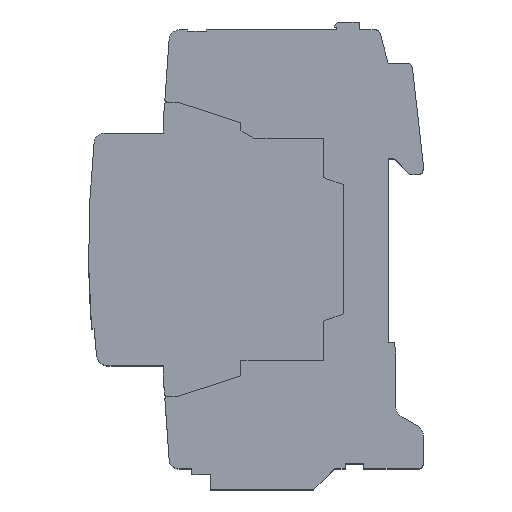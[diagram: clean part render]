
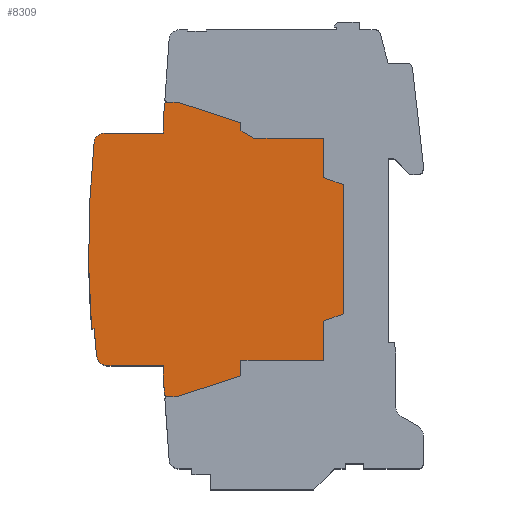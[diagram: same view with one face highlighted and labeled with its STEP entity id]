
A CAD part, top view. The second image highlights one B-rep face of the part: STEP entity #8309.
In plain terms, the highlighted planar face has unit normal (0, 0, -1).
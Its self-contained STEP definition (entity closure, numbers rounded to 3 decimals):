
#2566=DIRECTION('',(-1.,0.,0.));
#2567=VECTOR('',#2566,1.907);
#2568=CARTESIAN_POINT('',(-40.811,28.5,44.4));
#2569=LINE('',#2568,#2567);
#2570=CARTESIAN_POINT('',(-42.8,28.,44.4));
#2571=DIRECTION('',(0.,0.,1.));
#2572=DIRECTION('',(0.,1.,0.));
#2573=AXIS2_PLACEMENT_3D('',#2570,#2571,#2572);
#2575=DIRECTION('',(-0.07,-0.998,0.));
#2576=VECTOR('',#2575,2.889);
#2577=CARTESIAN_POINT('',(-43.298,28.035,44.4));
#2578=LINE('',#2577,#2576);
#2579=CARTESIAN_POINT('',(-54.936,20.5,44.4));
#2580=DIRECTION('',(0.,0.,1.));
#2581=DIRECTION('',(0.,1.,0.));
#2582=AXIS2_PLACEMENT_3D('',#2579,#2580,#2581);
#2584=CARTESIAN_POINT('',(142.,0.,44.4));
#2585=DIRECTION('',(0.,0.,1.));
#2586=DIRECTION('',(-0.995,0.104,0.));
#2587=AXIS2_PLACEMENT_3D('',#2584,#2585,#2586);
#2589=CARTESIAN_POINT('',(142.,0.,44.4));
#2590=DIRECTION('',(0.,0.,1.));
#2591=DIRECTION('',(-0.997,-0.077,0.));
#2592=AXIS2_PLACEMENT_3D('',#2589,#2590,#2591);
#2594=CARTESIAN_POINT('',(-54.435,-20.5,44.4));
#2595=DIRECTION('',(0.,0.,1.));
#2596=DIRECTION('',(-0.995,-0.104,0.));
#2597=AXIS2_PLACEMENT_3D('',#2594,#2595,#2596);
#2599=DIRECTION('',(0.07,-0.998,0.));
#2600=VECTOR('',#2599,2.889);
#2601=CARTESIAN_POINT('',(-43.5,-25.153,44.4));
#2602=LINE('',#2601,#2600);
#2603=CARTESIAN_POINT('',(-42.8,-28.,44.4));
#2604=DIRECTION('',(0.,0.,1.));
#2605=DIRECTION('',(-0.998,-0.07,0.));
#2606=AXIS2_PLACEMENT_3D('',#2603,#2604,#2605);
#2608=DIRECTION('',(1.,0.,0.));
#2609=VECTOR('',#2608,1.907);
#2610=CARTESIAN_POINT('',(-42.718,-28.5,44.4));
#2611=LINE('',#2610,#2609);
#2612=DIRECTION('',(0.951,0.309,0.));
#2613=VECTOR('',#2612,12.944);
#2614=CARTESIAN_POINT('',(-40.811,-28.5,44.4));
#2615=LINE('',#2614,#2613);
#2616=DIRECTION('',(0.,-1.,0.));
#2617=VECTOR('',#2616,3.);
#2618=CARTESIAN_POINT('',(-28.5,-21.5,44.4));
#2619=LINE('',#2618,#2617);
#2620=DIRECTION('',(-1.,0.,0.));
#2621=VECTOR('',#2620,16.);
#2622=CARTESIAN_POINT('',(-12.5,-21.5,44.4));
#2623=LINE('',#2622,#2621);
#2624=DIRECTION('',(0.,-1.,0.));
#2625=VECTOR('',#2624,7.617);
#2626=CARTESIAN_POINT('',(-12.5,-13.883,44.4));
#2627=LINE('',#2626,#2625);
#2628=DIRECTION('',(0.94,0.342,0.));
#2629=VECTOR('',#2628,4.044);
#2630=CARTESIAN_POINT('',(-12.5,-13.883,44.4));
#2631=LINE('',#2630,#2629);
#2632=DIRECTION('',(0.,-1.,0.));
#2633=VECTOR('',#2632,25.);
#2634=CARTESIAN_POINT('',(-8.7,12.5,44.4));
#2635=LINE('',#2634,#2633);
#2636=DIRECTION('',(-0.94,0.342,0.));
#2637=VECTOR('',#2636,4.044);
#2638=CARTESIAN_POINT('',(-8.7,12.5,44.4));
#2639=LINE('',#2638,#2637);
#2640=DIRECTION('',(0.,-1.,0.));
#2641=VECTOR('',#2640,7.617);
#2642=CARTESIAN_POINT('',(-12.5,21.5,44.4));
#2643=LINE('',#2642,#2641);
#2644=DIRECTION('',(1.,0.,0.));
#2645=VECTOR('',#2644,13.5);
#2646=CARTESIAN_POINT('',(-26.,21.5,44.4));
#2647=LINE('',#2646,#2645);
#2648=DIRECTION('',(-0.866,0.5,0.));
#2649=VECTOR('',#2648,2.887);
#2650=CARTESIAN_POINT('',(-26.,21.5,44.4));
#2651=LINE('',#2650,#2649);
#2652=DIRECTION('',(0.,-1.,0.));
#2653=VECTOR('',#2652,1.557);
#2654=CARTESIAN_POINT('',(-28.5,24.5,44.4));
#2655=LINE('',#2654,#2653);
#2656=DIRECTION('',(-0.951,0.309,0.));
#2657=VECTOR('',#2656,12.944);
#2658=CARTESIAN_POINT('',(-28.5,24.5,44.4));
#2659=LINE('',#2658,#2657);
#2668=DIRECTION('',(1.,0.,0.));
#2669=VECTOR('',#2668,0.082);
#2670=CARTESIAN_POINT('',(-42.8,28.5,44.4));
#2671=LINE('',#2670,#2669);
#4164=DIRECTION('',(-1.,0.,0.));
#4165=VECTOR('',#4164,0.082);
#4166=CARTESIAN_POINT('',(-42.718,-28.5,44.4));
#4167=LINE('',#4166,#4165);
#4188=DIRECTION('',(0.,1.,0.));
#4189=VECTOR('',#4188,2.653);
#4190=CARTESIAN_POINT('',(-43.5,-25.153,44.4));
#4191=LINE('',#4190,#4189);
#4196=DIRECTION('',(-1.,0.,0.));
#4197=VECTOR('',#4196,10.935);
#4198=CARTESIAN_POINT('',(-43.5,-22.5,44.4));
#4199=LINE('',#4198,#4197);
#4220=DIRECTION('',(1.,0.,0.));
#4221=VECTOR('',#4220,0.5);
#4222=CARTESIAN_POINT('',(-57.41,-15.348,44.4));
#4223=LINE('',#4222,#4221);
#4236=DIRECTION('',(1.,0.,0.));
#4237=VECTOR('',#4236,11.436);
#4238=CARTESIAN_POINT('',(-54.936,22.5,44.4));
#4239=LINE('',#4238,#4237);
#4252=DIRECTION('',(0.,1.,0.));
#4253=VECTOR('',#4252,2.653);
#4254=CARTESIAN_POINT('',(-43.5,22.5,44.4));
#4255=LINE('',#4254,#4253);
#5157=CARTESIAN_POINT('',(-42.718,28.5,44.4));
#5159=VERTEX_POINT('',#5157);
#5170=CARTESIAN_POINT('',(-42.718,-28.5,44.4));
#5172=VERTEX_POINT('',#5170);
#5501=CARTESIAN_POINT('',(-40.811,28.5,44.4));
#5502=VERTEX_POINT('',#5501);
#5515=CARTESIAN_POINT('',(-28.5,24.5,44.4));
#5516=VERTEX_POINT('',#5515);
#5529=CARTESIAN_POINT('',(-28.5,22.943,44.4));
#5530=VERTEX_POINT('',#5529);
#5543=CARTESIAN_POINT('',(-26.,21.5,44.4));
#5544=VERTEX_POINT('',#5543);
#5557=CARTESIAN_POINT('',(-12.5,21.5,44.4));
#5558=VERTEX_POINT('',#5557);
#5571=CARTESIAN_POINT('',(-12.5,13.883,44.4));
#5572=VERTEX_POINT('',#5571);
#5585=CARTESIAN_POINT('',(-8.7,12.5,44.4));
#5586=VERTEX_POINT('',#5585);
#5599=CARTESIAN_POINT('',(-8.7,-12.5,44.4));
#5600=VERTEX_POINT('',#5599);
#5613=CARTESIAN_POINT('',(-12.5,-13.883,44.4));
#5614=VERTEX_POINT('',#5613);
#5627=CARTESIAN_POINT('',(-12.5,-21.5,44.4));
#5628=VERTEX_POINT('',#5627);
#5641=CARTESIAN_POINT('',(-28.5,-21.5,44.4));
#5642=VERTEX_POINT('',#5641);
#5655=CARTESIAN_POINT('',(-28.5,-24.5,44.4));
#5656=VERTEX_POINT('',#5655);
#5669=CARTESIAN_POINT('',(-40.811,-28.5,44.4));
#5670=VERTEX_POINT('',#5669);
#6361=CARTESIAN_POINT('',(-42.8,-28.5,44.4));
#6362=VERTEX_POINT('',#6361);
#6363=CARTESIAN_POINT('',(-43.298,-28.035,44.4));
#6364=VERTEX_POINT('',#6363);
#6365=CARTESIAN_POINT('',(-43.5,-25.153,44.4));
#6366=VERTEX_POINT('',#6365);
#6367=CARTESIAN_POINT('',(-43.5,-22.5,44.4));
#6368=VERTEX_POINT('',#6367);
#6369=CARTESIAN_POINT('',(-54.435,-22.5,44.4));
#6370=VERTEX_POINT('',#6369);
#6371=CARTESIAN_POINT('',(-56.424,-20.708,44.4));
#6372=VERTEX_POINT('',#6371);
#6373=CARTESIAN_POINT('',(-56.91,-15.348,44.4));
#6374=VERTEX_POINT('',#6373);
#6375=CARTESIAN_POINT('',(-57.41,-15.348,44.4));
#6376=VERTEX_POINT('',#6375);
#6377=CARTESIAN_POINT('',(-56.925,20.707,44.4));
#6378=VERTEX_POINT('',#6377);
#6379=CARTESIAN_POINT('',(-54.936,22.5,44.4));
#6380=VERTEX_POINT('',#6379);
#6381=CARTESIAN_POINT('',(-43.5,22.5,44.4));
#6382=VERTEX_POINT('',#6381);
#6383=CARTESIAN_POINT('',(-43.5,25.153,44.4));
#6384=VERTEX_POINT('',#6383);
#6385=CARTESIAN_POINT('',(-43.298,28.035,44.4));
#6386=VERTEX_POINT('',#6385);
#6387=CARTESIAN_POINT('',(-42.8,28.5,44.4));
#6388=VERTEX_POINT('',#6387);
#8245=CARTESIAN_POINT('',(-33.35,0.,44.4));
#8246=DIRECTION('',(0.,0.,1.));
#8247=DIRECTION('',(1.,0.,0.));
#8248=AXIS2_PLACEMENT_3D('',#8245,#8246,#8247);
#8249=PLANE('',#8248);
#8250=ORIENTED_EDGE('',*,*,#8236,.T.);
#8252=ORIENTED_EDGE('',*,*,#8251,.F.);
#8254=ORIENTED_EDGE('',*,*,#8253,.T.);
#8256=ORIENTED_EDGE('',*,*,#8255,.T.);
#8258=ORIENTED_EDGE('',*,*,#8257,.F.);
#8260=ORIENTED_EDGE('',*,*,#8259,.F.);
#8262=ORIENTED_EDGE('',*,*,#8261,.T.);
#8264=ORIENTED_EDGE('',*,*,#8263,.T.);
#8266=ORIENTED_EDGE('',*,*,#8265,.T.);
#8268=ORIENTED_EDGE('',*,*,#8267,.T.);
#8270=ORIENTED_EDGE('',*,*,#8269,.T.);
#8272=ORIENTED_EDGE('',*,*,#8271,.F.);
#8274=ORIENTED_EDGE('',*,*,#8273,.F.);
#8276=ORIENTED_EDGE('',*,*,#8275,.T.);
#8278=ORIENTED_EDGE('',*,*,#8277,.T.);
#8280=ORIENTED_EDGE('',*,*,#8279,.F.);
#8282=ORIENTED_EDGE('',*,*,#8281,.T.);
#8284=ORIENTED_EDGE('',*,*,#8283,.T.);
#8286=ORIENTED_EDGE('',*,*,#8285,.F.);
#8288=ORIENTED_EDGE('',*,*,#8287,.F.);
#8290=ORIENTED_EDGE('',*,*,#8289,.F.);
#8292=ORIENTED_EDGE('',*,*,#8291,.T.);
#8294=ORIENTED_EDGE('',*,*,#8293,.F.);
#8296=ORIENTED_EDGE('',*,*,#8295,.T.);
#8298=ORIENTED_EDGE('',*,*,#8297,.F.);
#8300=ORIENTED_EDGE('',*,*,#8299,.F.);
#8302=ORIENTED_EDGE('',*,*,#8301,.T.);
#8304=ORIENTED_EDGE('',*,*,#8303,.F.);
#8306=ORIENTED_EDGE('',*,*,#8305,.T.);
#8307=EDGE_LOOP('',(#8250,#8252,#8254,#8256,#8258,#8260,#8262,#8264,#8266,#8268,
#8270,#8272,#8274,#8276,#8278,#8280,#8282,#8284,#8286,#8288,#8290,#8292,#8294,
#8296,#8298,#8300,#8302,#8304,#8306));
#8308=FACE_OUTER_BOUND('',#8307,.F.);
#8309=ADVANCED_FACE('',(#8308),#8249,.F.);
#2574=CIRCLE('',#2573,0.5);
#2583=CIRCLE('',#2582,2.);
#2588=CIRCLE('',#2587,200.);
#2593=CIRCLE('',#2592,199.501);
#2598=CIRCLE('',#2597,2.);
#2607=CIRCLE('',#2606,0.5);
#8236=EDGE_CURVE('',#5502,#5159,#2569,.T.);
#8251=EDGE_CURVE('',#6388,#5159,#2671,.T.);
#8253=EDGE_CURVE('',#6388,#6386,#2574,.T.);
#8255=EDGE_CURVE('',#6386,#6384,#2578,.T.);
#8257=EDGE_CURVE('',#6382,#6384,#4255,.T.);
#8259=EDGE_CURVE('',#6380,#6382,#4239,.T.);
#8261=EDGE_CURVE('',#6380,#6378,#2583,.T.);
#8263=EDGE_CURVE('',#6378,#6376,#2588,.T.);
#8265=EDGE_CURVE('',#6376,#6374,#4223,.T.);
#8267=EDGE_CURVE('',#6374,#6372,#2593,.T.);
#8269=EDGE_CURVE('',#6372,#6370,#2598,.T.);
#8271=EDGE_CURVE('',#6368,#6370,#4199,.T.);
#8273=EDGE_CURVE('',#6366,#6368,#4191,.T.);
#8275=EDGE_CURVE('',#6366,#6364,#2602,.T.);
#8277=EDGE_CURVE('',#6364,#6362,#2607,.T.);
#8279=EDGE_CURVE('',#5172,#6362,#4167,.T.);
#8281=EDGE_CURVE('',#5172,#5670,#2611,.T.);
#8283=EDGE_CURVE('',#5670,#5656,#2615,.T.);
#8285=EDGE_CURVE('',#5642,#5656,#2619,.T.);
#8287=EDGE_CURVE('',#5628,#5642,#2623,.T.);
#8289=EDGE_CURVE('',#5614,#5628,#2627,.T.);
#8291=EDGE_CURVE('',#5614,#5600,#2631,.T.);
#8293=EDGE_CURVE('',#5586,#5600,#2635,.T.);
#8295=EDGE_CURVE('',#5586,#5572,#2639,.T.);
#8297=EDGE_CURVE('',#5558,#5572,#2643,.T.);
#8299=EDGE_CURVE('',#5544,#5558,#2647,.T.);
#8301=EDGE_CURVE('',#5544,#5530,#2651,.T.);
#8303=EDGE_CURVE('',#5516,#5530,#2655,.T.);
#8305=EDGE_CURVE('',#5516,#5502,#2659,.T.);
